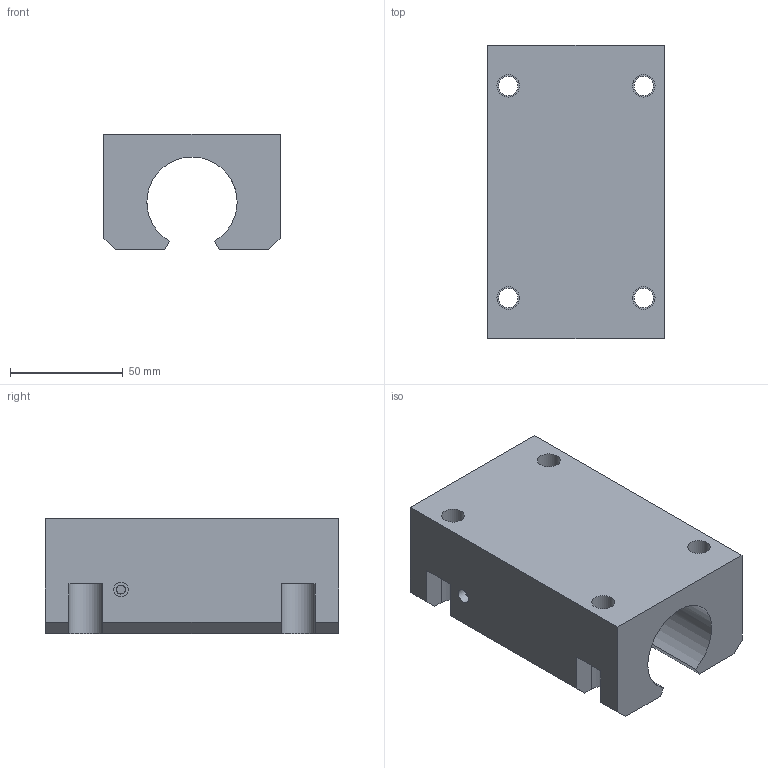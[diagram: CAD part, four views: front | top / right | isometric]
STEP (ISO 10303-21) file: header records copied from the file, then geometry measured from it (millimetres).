
FILE_DESCRIPTION( ( 'STEP AP214' ), '1' );
FILE_NAME( 'STGOI-25.stp', '2010-01-14T07:43:13', ( ' ' ), ( ' ' ), 'XStep 1.0', ' ', ' ' );
FILE_SCHEMA( ( 'CONFIG_CONTROL_DESIGN) ( )' ) );
Length unit declared in the file: metre
Products named in the file (1): 1
Bounding box: 78 x 130 x 51 mm (x, y, z)
Volume: 315825.3 mm3; surface area: 56025.6 mm2
Topology: 1 solids, 1 shells, 54 faces, 139 edges, 95 vertices
Faces by surface type: plane 34, cylinder 20
Full cylindrical faces by diameter (mm): 4 x2, 5 x1, 6.5 x2, 8 x1, 8.6 x4, 10 x4
Entity records: 2140 total; most frequent: CARTESIAN_POINT 427, DIRECTION 258, ORIENTED_EDGE 236, EDGE_CURVE 118, AXIS2_PLACEMENT_3D 89, EDGE_LOOP 88, VERTEX_POINT 88, LINE 80
